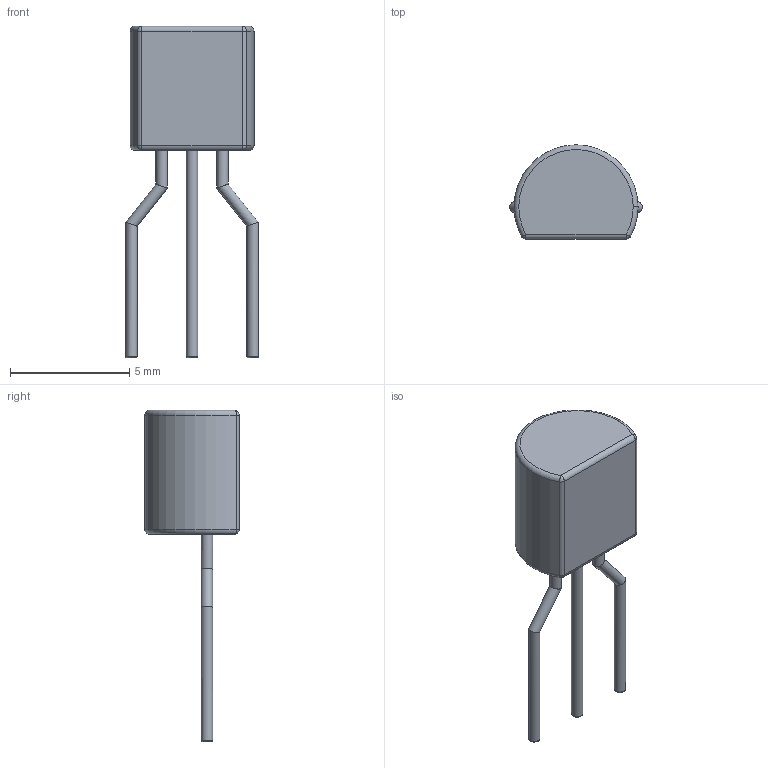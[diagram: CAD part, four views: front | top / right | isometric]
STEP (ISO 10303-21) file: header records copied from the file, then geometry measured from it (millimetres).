
FILE_DESCRIPTION(('for SolidWorks'),'2;1');
FILE_NAME('to-92-100r.step','2016-09-05T13:20:31' ,('Serg'),(''),'Open CASCADE STEP processor 6.6','DipTrace','Unknown' );
FILE_SCHEMA(('AUTOMOTIVE_DESIGN { 1 0 10303 214 1 1 1 1 }'));
Length unit declared in the file: millimetre
Products named in the file (2): ASSEMBLY; to-92-100r
Assembly tree (1 placements, depth 2):
  ASSEMBLY
    to-92-100r
Bounding box: 5.56 x 3.95 x 13.9 mm (x, y, z)
Volume: 94.6 mm3; surface area: 152.6 mm2
Topology: 1 solids, 1 shells, 29 faces, 67 edges, 39 vertices
Faces by surface type: cylinder 12, torus 7, plane 6, sphere 4
Full cylindrical faces by diameter (mm): 0.48 x7
Entity records: 1047 total; most frequent: DIRECTION 173, CARTESIAN_POINT 133, ORIENTED_EDGE 126, AXIS2_PLACEMENT_3D 79, EDGE_CURVE 63, VERTEX_POINT 39, CIRCLE 34, FACE_BOUND 32
